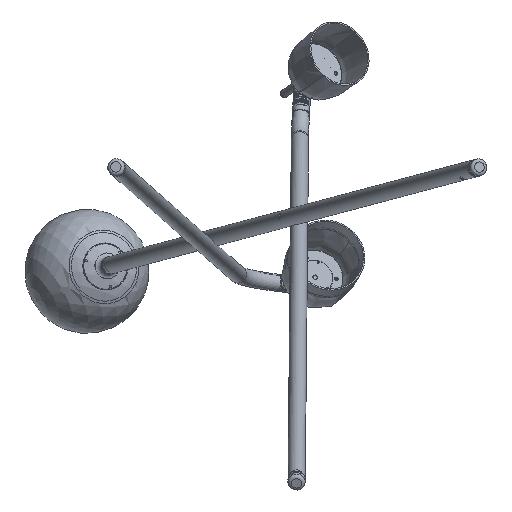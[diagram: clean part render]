
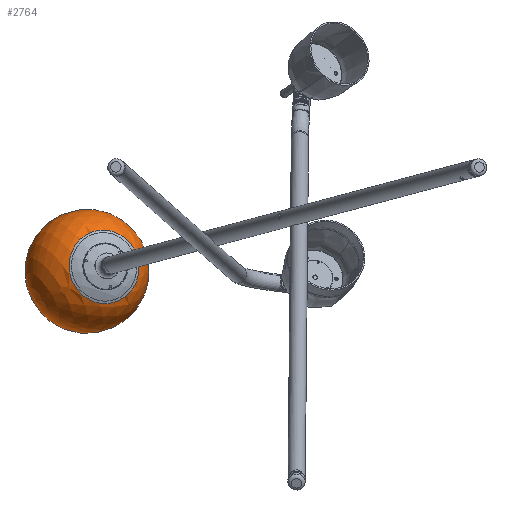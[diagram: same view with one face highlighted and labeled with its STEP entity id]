
A CAD part, front view. The second image highlights one B-rep face of the part: STEP entity #2764.
In plain terms, the highlighted spherical face has radius 90 mm.
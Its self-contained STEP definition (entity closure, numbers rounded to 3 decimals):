
#12=SPHERICAL_SURFACE('',#3409,90.);
#490=CIRCLE('',#3402,34.);
#493=CIRCLE('',#3405,34.);
#496=CIRCLE('',#3410,90.);
#497=CIRCLE('',#3411,90.);
#734=FACE_OUTER_BOUND('',#936,.T.);
#936=EDGE_LOOP('',(#2437,#2438,#2439,#2440,#2441,#2442));
#1474=VERTEX_POINT('',#8785);
#1475=VERTEX_POINT('',#8786);
#1480=VERTEX_POINT('',#8800);
#1481=VERTEX_POINT('',#8802);
#1804=EDGE_CURVE('',#1474,#1475,#490,.T.);
#1808=EDGE_CURVE('',#1475,#1474,#493,.T.);
#1811=EDGE_CURVE('',#1480,#1475,#496,.T.);
#1812=EDGE_CURVE('',#1474,#1481,#497,.T.);
#2437=ORIENTED_EDGE('',*,*,#1804,.T.);
#2438=ORIENTED_EDGE('',*,*,#1811,.F.);
#2439=ORIENTED_EDGE('',*,*,#1811,.T.);
#2440=ORIENTED_EDGE('',*,*,#1808,.T.);
#2441=ORIENTED_EDGE('',*,*,#1812,.T.);
#2442=ORIENTED_EDGE('',*,*,#1812,.F.);
#2764=ADVANCED_FACE('',(#734),#12,.T.);
#3402=AXIS2_PLACEMENT_3D('',#8787,#4086,#4087);
#3405=AXIS2_PLACEMENT_3D('',#8793,#4093,#4094);
#3409=AXIS2_PLACEMENT_3D('',#8799,#4101,#4102);
#3410=AXIS2_PLACEMENT_3D('',#8801,#4103,#4104);
#3411=AXIS2_PLACEMENT_3D('',#8803,#4105,#4106);
#4086=DIRECTION('center_axis',(0.,-1.,0.));
#4087=DIRECTION('ref_axis',(1.,0.,0.));
#4093=DIRECTION('center_axis',(0.,-1.,0.));
#4094=DIRECTION('ref_axis',(1.,0.,0.));
#4101=DIRECTION('center_axis',(1.,0.,0.));
#4102=DIRECTION('ref_axis',(0.,-1.,0.));
#4103=DIRECTION('center_axis',(0.,0.,1.));
#4104=DIRECTION('ref_axis',(0.,1.,0.));
#4105=DIRECTION('center_axis',(0.,0.,1.));
#4106=DIRECTION('ref_axis',(0.,1.,0.));
#8785=CARTESIAN_POINT('',(-34.,83.331,0.));
#8786=CARTESIAN_POINT('',(34.,83.331,0.));
#8787=CARTESIAN_POINT('Origin',(0.,83.331,0.));
#8793=CARTESIAN_POINT('Origin',(0.,83.331,0.));
#8799=CARTESIAN_POINT('Origin',(0.,0.,0.));
#8800=CARTESIAN_POINT('',(90.,0.,0.));
#8801=CARTESIAN_POINT('Origin',(0.,0.,0.));
#8802=CARTESIAN_POINT('',(-90.,0.,0.));
#8803=CARTESIAN_POINT('Origin',(0.,0.,0.));
